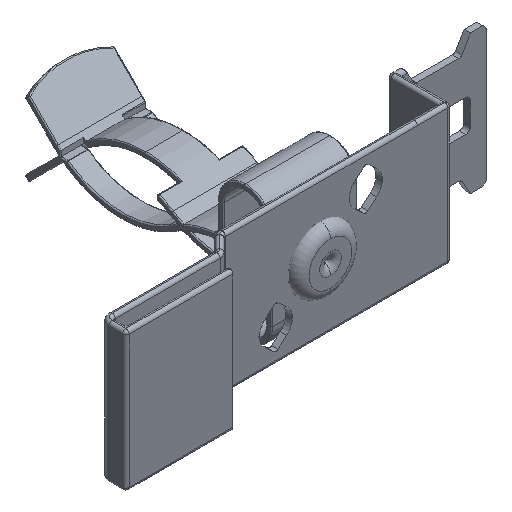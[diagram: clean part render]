
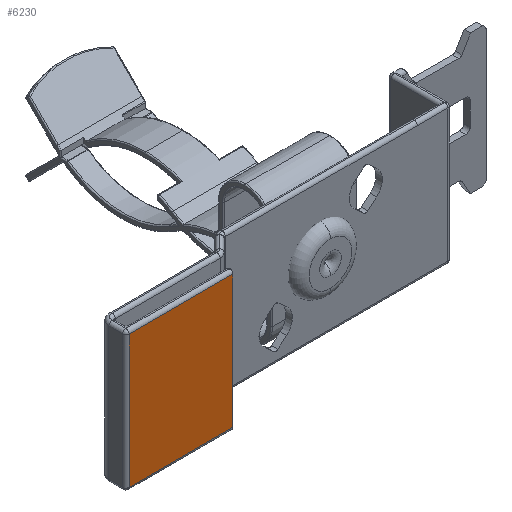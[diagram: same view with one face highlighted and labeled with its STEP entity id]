
A CAD part, isometric view. The second image highlights one B-rep face of the part: STEP entity #6230.
In plain terms, the highlighted planar face has unit normal (0, -1, 0).
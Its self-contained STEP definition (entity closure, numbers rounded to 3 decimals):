
#582 = DIRECTION ( 'NONE',  ( 0., 1., 0. ) ) ;
#957 = CARTESIAN_POINT ( 'NONE',  ( -621.815, -209.268, 12.7 ) ) ;
#1522 = DIRECTION ( 'NONE',  ( 1., 0., 0. ) ) ;
#1863 = CARTESIAN_POINT ( 'NONE',  ( -621.815, -209.268, 0.3 ) ) ;
#2439 = VERTEX_POINT ( 'NONE', #3774 ) ;
#2571 = LINE ( 'NONE', #7655, #6050 ) ;
#2899 = CARTESIAN_POINT ( 'NONE',  ( -622.285, -209.268, 0. ) ) ;
#3125 = AXIS2_PLACEMENT_3D ( 'NONE', #2899, #582, #11518 ) ;
#3201 = DIRECTION ( 'NONE',  ( -1., 0., 0. ) ) ;
#3387 = VERTEX_POINT ( 'NONE', #5012 ) ;
#3595 = VERTEX_POINT ( 'NONE', #3721 ) ;
#3721 = CARTESIAN_POINT ( 'NONE',  ( -621.815, -209.268, 12.7 ) ) ;
#3774 = CARTESIAN_POINT ( 'NONE',  ( -612.115, -209.268, 0.3 ) ) ;
#4719 = LINE ( 'NONE', #957, #11006 ) ;
#5012 = CARTESIAN_POINT ( 'NONE',  ( -612.115, -209.268, 12.7 ) ) ;
#5630 = EDGE_CURVE ( 'NONE', #8315, #2439, #12465, .T. ) ;
#6050 = VECTOR ( 'NONE', #14848, 1000. ) ;
#6199 = ORIENTED_EDGE ( 'NONE', *, *, #12252, .T. ) ;
#6230 = ADVANCED_FACE ( 'NONE', ( #14155 ), #10389, .F. ) ;
#7444 = EDGE_CURVE ( 'NONE', #3595, #8315, #12877, .T. ) ;
#7655 = CARTESIAN_POINT ( 'NONE',  ( -612.115, -209.268, 0. ) ) ;
#8257 = ORIENTED_EDGE ( 'NONE', *, *, #7444, .T. ) ;
#8315 = VERTEX_POINT ( 'NONE', #14481 ) ;
#8555 = CARTESIAN_POINT ( 'NONE',  ( -612.115, -209.268, 0.3 ) ) ;
#8943 = ORIENTED_EDGE ( 'NONE', *, *, #5630, .T. ) ;
#10389 = PLANE ( 'NONE',  #3125 ) ;
#11006 = VECTOR ( 'NONE', #3201, 1000. ) ;
#11179 = EDGE_CURVE ( 'NONE', #3387, #3595, #4719, .T. ) ;
#11518 = DIRECTION ( 'NONE',  ( 0., 0., 1. ) ) ;
#12252 = EDGE_CURVE ( 'NONE', #2439, #3387, #2571, .T. ) ;
#12465 = LINE ( 'NONE', #8555, #15674 ) ;
#12849 = VECTOR ( 'NONE', #15257, 1000. ) ;
#12877 = LINE ( 'NONE', #1863, #12849 ) ;
#12937 = ORIENTED_EDGE ( 'NONE', *, *, #11179, .T. ) ;
#13657 = EDGE_LOOP ( 'NONE', ( #6199, #12937, #8257, #8943 ) ) ;
#14155 = FACE_OUTER_BOUND ( 'NONE', #13657, .T. ) ;
#14481 = CARTESIAN_POINT ( 'NONE',  ( -621.815, -209.268, 0.3 ) ) ;
#14848 = DIRECTION ( 'NONE',  ( 0., 0., 1. ) ) ;
#15257 = DIRECTION ( 'NONE',  ( 0., 0., -1. ) ) ;
#15674 = VECTOR ( 'NONE', #1522, 1000. ) ;
